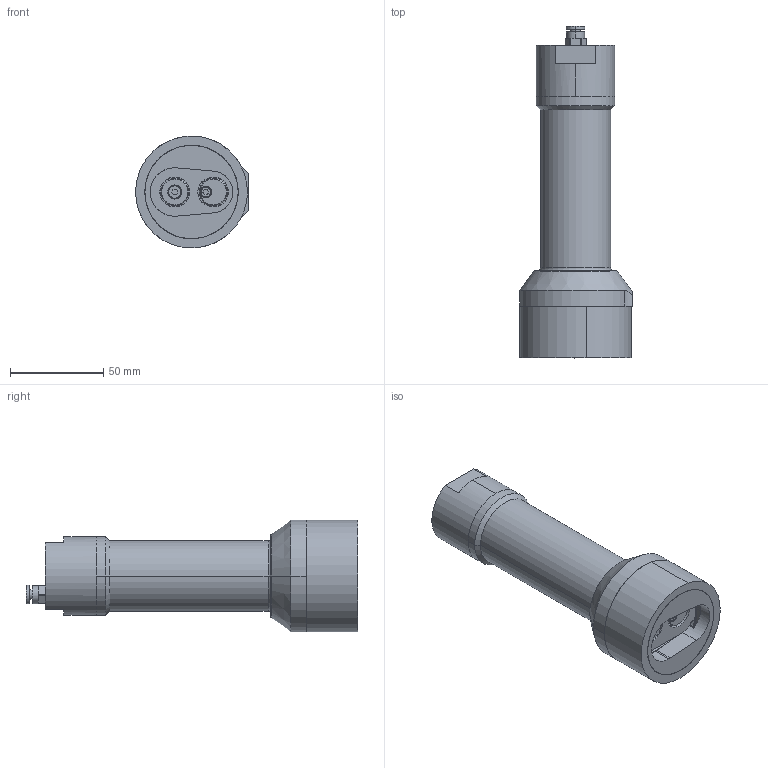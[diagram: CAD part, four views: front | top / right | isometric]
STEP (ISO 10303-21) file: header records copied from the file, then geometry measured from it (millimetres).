
FILE_DESCRIPTION (( 'STEP AP203' ), '1' );
FILE_NAME ('DG50-CUS.STEP', '2021-02-18T18:26:19', ( '' ), ( '' ), 'SwSTEP 2.0', 'SolidWorks 2020', '' );
FILE_SCHEMA (( 'CONFIG_CONTROL_DESIGN' ));
Length unit declared in the file: inch
Products named in the file (1): DG50-CUS
Bounding box: 60.5 x 178.03 x 59.99 mm (x, y, z)
Volume: 122886.1 mm3; surface area: 79910.1 mm2
Topology: 11 solids, 11 shells, 539 faces, 1307 edges, 833 vertices
Faces by surface type: cylinder 279, plane 166, cone 68, bspline 18, torus 8
Entity records: 27037 total; most frequent: CARTESIAN_POINT 14748, ORIENTED_EDGE 2614, DIRECTION 2543, EDGE_CURVE 1307, AXIS2_PLACEMENT_3D 1002, VERTEX_POINT 833, EDGE_LOOP 600, VECTOR 539
